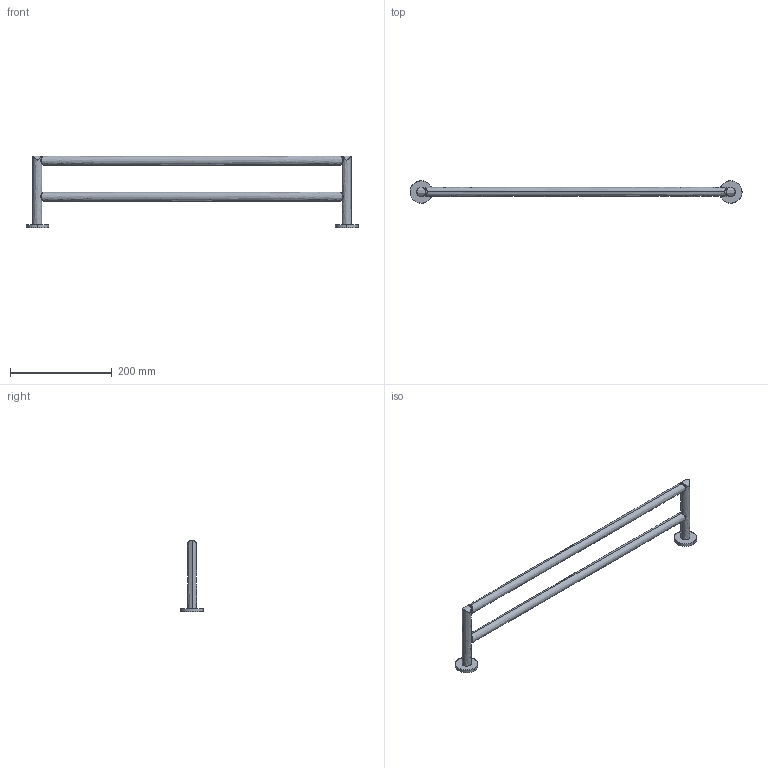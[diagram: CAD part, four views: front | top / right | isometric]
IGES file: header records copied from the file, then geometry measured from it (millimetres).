
Start section:  PTC IGES file: 0222-24.igs
Global section: file name: 0222-24.igs; native system: Creo Parametric by PTC Inc.; preprocessor: 2018400; author: jinson.thomas; organization: Unknown; date: 20220125.123216; units: inch
Bounding box: 654.05 x 44.45 x 141.61 mm (x, y, z)
Volume: 389427.3 mm3; surface area: 91145.8 mm2
Topology: 1 solids, 1 shells, 62 faces, 128 edges, 76 vertices
Faces by surface type: revolution 38, bspline 24
